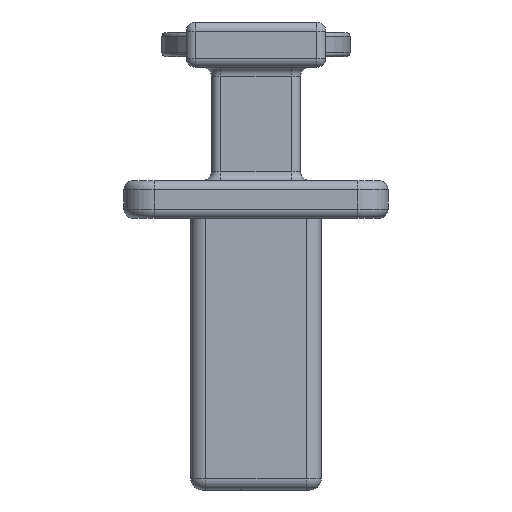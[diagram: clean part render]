
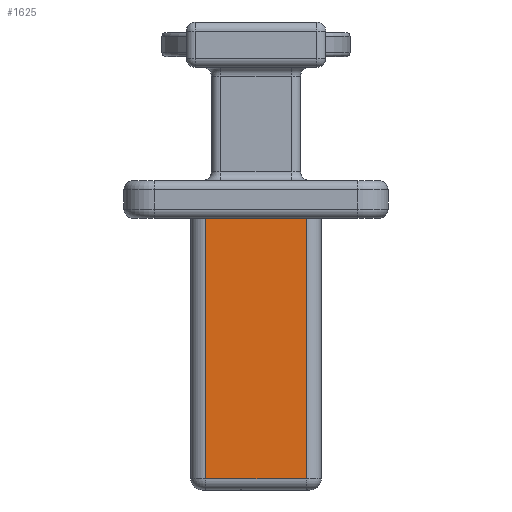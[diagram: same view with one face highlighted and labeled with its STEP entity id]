
A CAD part, left-side view. The second image highlights one B-rep face of the part: STEP entity #1625.
In plain terms, the highlighted planar face has unit normal (-1, 0, 0).
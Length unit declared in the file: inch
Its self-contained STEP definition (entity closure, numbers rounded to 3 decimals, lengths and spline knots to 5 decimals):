
#71 = VERTEX_POINT ( 'NONE', #1272 ) ;
#93 = VERTEX_POINT ( 'NONE', #1253 ) ;
#117 = VERTEX_POINT ( 'NONE', #1239 ) ;
#139 = VERTEX_POINT ( 'NONE', #1220 ) ;
#737 = FACE_OUTER_BOUND ( 'NONE', #3122, .T. ) ;
#1114 = LINE ( 'NONE', #4694, #1117 ) ;
#1117 = VECTOR ( 'NONE', #4696, 39.37008 ) ;
#1220 = CARTESIAN_POINT ( 'NONE',  ( -0.2375, -0.0665, 0.36 ) ) ;
#1239 = CARTESIAN_POINT ( 'NONE',  ( -0.2375, -0.0665, 0.015 ) ) ;
#1253 = CARTESIAN_POINT ( 'NONE',  ( -0.2375, 0.0665, 0.015 ) ) ;
#1272 = CARTESIAN_POINT ( 'NONE',  ( -0.2375, 0.0665, 0.36 ) ) ;
#1625 = ADVANCED_FACE ( 'NONE', ( #737 ), #8186, .F. ) ;
#2653 = ORIENTED_EDGE ( 'NONE', *, *, #5114, .F. ) ;
#2746 = ORIENTED_EDGE ( 'NONE', *, *, #8111, .T. ) ;
#2747 = ORIENTED_EDGE ( 'NONE', *, *, #5099, .T. ) ;
#2750 = ORIENTED_EDGE ( 'NONE', *, *, #5112, .T. ) ;
#3122 = EDGE_LOOP ( 'NONE', ( #2747, #2746, #2750, #2653 ) ) ;
#3882 = CARTESIAN_POINT ( 'NONE',  ( -0.2375, -0.0665, 0.015 ) ) ;
#3883 = DIRECTION ( 'NONE',  ( 0., -1., 0. ) ) ;
#4133 = LINE ( 'NONE', #3882, #4135 ) ;
#4135 = VECTOR ( 'NONE', #3883, 39.37008 ) ;
#4694 = CARTESIAN_POINT ( 'NONE',  ( -0.2375, 0.0665, 0.36 ) ) ;
#4696 = DIRECTION ( 'NONE',  ( 0., 0., -1. ) ) ;
#4715 = CARTESIAN_POINT ( 'NONE',  ( -0.2375, -0.0865, 0.36 ) ) ;
#4719 = CARTESIAN_POINT ( 'NONE',  ( -0.2375, -0.0665, 0.36 ) ) ;
#4720 = DIRECTION ( 'NONE',  ( 0., 0., 1. ) ) ;
#4724 = DIRECTION ( 'NONE',  ( 0., -1., 0. ) ) ;
#5099 = EDGE_CURVE ( 'NONE', #71, #93, #1114, .T. ) ;
#5112 = EDGE_CURVE ( 'NONE', #117, #139, #6326, .T. ) ;
#5114 = EDGE_CURVE ( 'NONE', #71, #139, #6323, .T. ) ;
#5967 = AXIS2_PLACEMENT_3D ( 'NONE', #8185, #8181, #8180 ) ;
#6323 = LINE ( 'NONE', #4715, #6334 ) ;
#6326 = LINE ( 'NONE', #4719, #6330 ) ;
#6330 = VECTOR ( 'NONE', #4720, 39.37008 ) ;
#6334 = VECTOR ( 'NONE', #4724, 39.37008 ) ;
#8111 = EDGE_CURVE ( 'NONE', #93, #117, #4133, .T. ) ;
#8180 = DIRECTION ( 'NONE',  ( 0., 0., -1. ) ) ;
#8181 = DIRECTION ( 'NONE',  ( 1., 0., 0. ) ) ;
#8185 = CARTESIAN_POINT ( 'NONE',  ( -0.2375, -0.0865, 0.36 ) ) ;
#8186 = PLANE ( 'NONE',  #5967 ) ;
